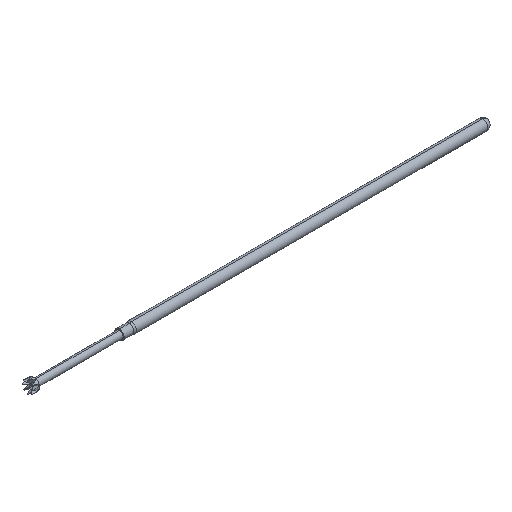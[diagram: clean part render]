
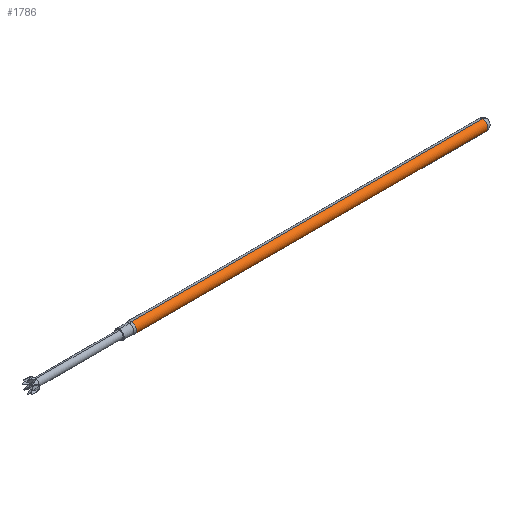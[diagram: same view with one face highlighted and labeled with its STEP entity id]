
A CAD part, isometric view. The second image highlights one B-rep face of the part: STEP entity #1786.
In plain terms, the highlighted cylindrical face has radius 0.391 mm (diameter 0.782 mm), a partial arc.
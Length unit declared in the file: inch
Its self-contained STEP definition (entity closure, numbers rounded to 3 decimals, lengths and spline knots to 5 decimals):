
#377 = CARTESIAN_POINT ( 'NONE',  ( 0.03506, 0., -0.0154 ) ) ;
#380 = VECTOR ( 'NONE', #2854, 39.37008 ) ;
#411 = AXIS2_PLACEMENT_3D ( 'NONE', #4735, #3748, #5139 ) ;
#583 = EDGE_LOOP ( 'NONE', ( #5260, #3779, #1929, #608 ) ) ;
#608 = ORIENTED_EDGE ( 'NONE', *, *, #4390, .T. ) ;
#858 = CARTESIAN_POINT ( 'NONE',  ( 0.03506, 0., 0. ) ) ;
#972 = DIRECTION ( 'NONE',  ( -1., 0., 0. ) ) ;
#1009 = EDGE_CURVE ( 'NONE', #5335, #2256, #1397, .T. ) ;
#1107 = CIRCLE ( 'NONE', #411, 0.0154 ) ;
#1168 = FACE_OUTER_BOUND ( 'NONE', #583, .T. ) ;
#1197 = CARTESIAN_POINT ( 'NONE',  ( 1.07679, 0., 0.0154 ) ) ;
#1397 = LINE ( 'NONE', #1991, #380 ) ;
#1761 = LINE ( 'NONE', #3738, #4515 ) ;
#1786 = ADVANCED_FACE ( 'NONE', ( #1168 ), #5853, .T. ) ;
#1929 = ORIENTED_EDGE ( 'NONE', *, *, #2093, .T. ) ;
#1991 = CARTESIAN_POINT ( 'NONE',  ( 0., 0., -0.0154 ) ) ;
#2093 = EDGE_CURVE ( 'NONE', #4947, #3517, #1761, .T. ) ;
#2135 = DIRECTION ( 'NONE',  ( -1., 0., 0. ) ) ;
#2256 = VERTEX_POINT ( 'NONE', #377 ) ;
#2457 = CIRCLE ( 'NONE', #4442, 0.0154 ) ;
#2644 = DIRECTION ( 'NONE',  ( 0., 0., -1. ) ) ;
#2854 = DIRECTION ( 'NONE',  ( -1., 0., 0. ) ) ;
#3226 = DIRECTION ( 'NONE',  ( 1., 0., 0. ) ) ;
#3517 = VERTEX_POINT ( 'NONE', #4152 ) ;
#3590 = CARTESIAN_POINT ( 'NONE',  ( 0., 0., 0. ) ) ;
#3738 = CARTESIAN_POINT ( 'NONE',  ( 0., 0., 0.0154 ) ) ;
#3748 = DIRECTION ( 'NONE',  ( -1., 0., 0. ) ) ;
#3779 = ORIENTED_EDGE ( 'NONE', *, *, #5131, .T. ) ;
#4152 = CARTESIAN_POINT ( 'NONE',  ( 0.03506, 0., 0.0154 ) ) ;
#4390 = EDGE_CURVE ( 'NONE', #3517, #2256, #2457, .T. ) ;
#4423 = AXIS2_PLACEMENT_3D ( 'NONE', #3590, #2135, #4461 ) ;
#4442 = AXIS2_PLACEMENT_3D ( 'NONE', #858, #3226, #2644 ) ;
#4461 = DIRECTION ( 'NONE',  ( 0., 0., 1. ) ) ;
#4515 = VECTOR ( 'NONE', #972, 39.37008 ) ;
#4735 = CARTESIAN_POINT ( 'NONE',  ( 1.07679, 0., 0. ) ) ;
#4947 = VERTEX_POINT ( 'NONE', #1197 ) ;
#5131 = EDGE_CURVE ( 'NONE', #5335, #4947, #1107, .T. ) ;
#5139 = DIRECTION ( 'NONE',  ( 0., 0., 1. ) ) ;
#5260 = ORIENTED_EDGE ( 'NONE', *, *, #1009, .F. ) ;
#5335 = VERTEX_POINT ( 'NONE', #5944 ) ;
#5853 = CYLINDRICAL_SURFACE ( 'NONE', #4423, 0.0154 ) ;
#5944 = CARTESIAN_POINT ( 'NONE',  ( 1.07679, 0., -0.0154 ) ) ;
